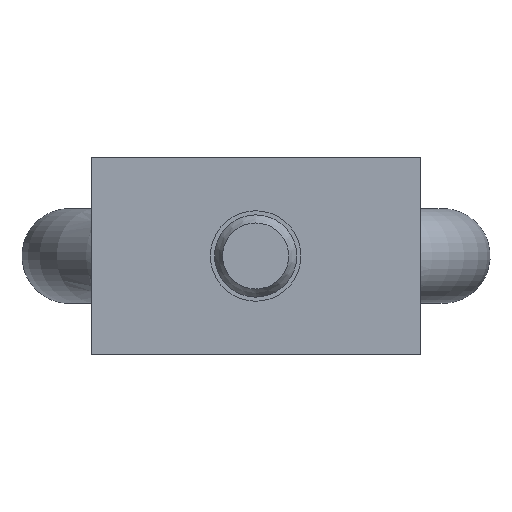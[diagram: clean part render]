
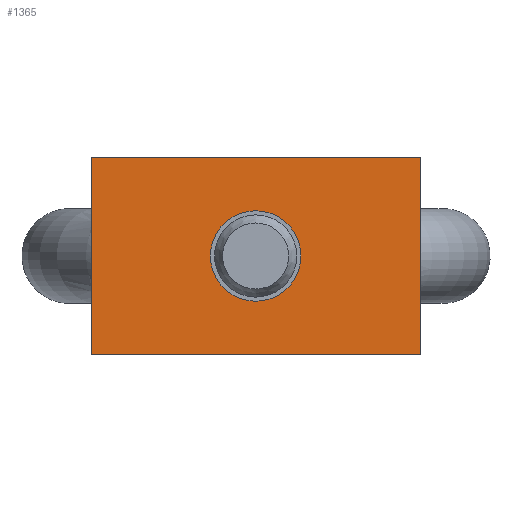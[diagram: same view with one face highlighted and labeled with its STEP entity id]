
A CAD part, front view. The second image highlights one B-rep face of the part: STEP entity #1365.
In plain terms, the highlighted planar face has unit normal (0, -1, 0).
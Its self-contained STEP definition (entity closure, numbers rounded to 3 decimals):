
#696=CIRCLE('',#1308,2.75);
#715=VECTOR('',#1159,1.);
#720=VECTOR('',#1166,1.);
#721=VECTOR('',#1167,1.);
#722=VECTOR('',#1168,1.);
#753=LINE('',#2070,#715);
#758=LINE('',#2080,#720);
#759=LINE('',#2081,#721);
#760=LINE('',#2082,#722);
#792=PLANE('',#1307);
#829=ORIENTED_EDGE('',*,*,#1011,.T.);
#830=ORIENTED_EDGE('',*,*,#1012,.T.);
#831=ORIENTED_EDGE('',*,*,#1006,.F.);
#832=ORIENTED_EDGE('',*,*,#1013,.T.);
#833=ORIENTED_EDGE('',*,*,#1014,.F.);
#961=VERTEX_POINT('',#2068);
#962=VERTEX_POINT('',#2069);
#965=VERTEX_POINT('',#2078);
#966=VERTEX_POINT('',#2079);
#967=VERTEX_POINT('',#2083);
#1006=EDGE_CURVE('',#961,#962,#753,.T.);
#1011=EDGE_CURVE('',#965,#966,#758,.T.);
#1012=EDGE_CURVE('',#966,#962,#759,.T.);
#1013=EDGE_CURVE('',#961,#965,#760,.T.);
#1014=EDGE_CURVE('',#967,#967,#696,.T.);
#1066=EDGE_LOOP('',(#829,#830,#831,#832));
#1067=EDGE_LOOP('',(#833));
#1112=FACE_BOUND('',#1066,.T.);
#1113=FACE_BOUND('',#1067,.T.);
#1159=DIRECTION('',(0.,0.,12.));
#1164=DIRECTION('',(0.,-1.,0.));
#1165=DIRECTION('',(-1.,0.,0.));
#1166=DIRECTION('',(0.,0.,12.));
#1167=DIRECTION('',(-20.,0.,0.));
#1168=DIRECTION('',(20.,0.,0.));
#1169=DIRECTION('',(0.,-1.,0.));
#1170=DIRECTION('',(0.,0.,2.75));
#1307=AXIS2_PLACEMENT_3D('',#2077,#1164,#1165);
#1308=AXIS2_PLACEMENT_3D('',#2084,#1169,#1170);
#1365=ADVANCED_FACE('',(#1112,#1113),#792,.T.);
#2068=CARTESIAN_POINT('',(-10.,0.,-6.));
#2069=CARTESIAN_POINT('',(-10.,0.,6.));
#2070=CARTESIAN_POINT('',(-10.,0.,-6.));
#2077=CARTESIAN_POINT('',(-10.,0.,0.));
#2078=CARTESIAN_POINT('',(10.,0.,-6.));
#2079=CARTESIAN_POINT('',(10.,0.,6.));
#2080=CARTESIAN_POINT('',(10.,0.,-6.));
#2081=CARTESIAN_POINT('',(10.,0.,6.));
#2082=CARTESIAN_POINT('',(-10.,0.,-6.));
#2083=CARTESIAN_POINT('',(0.,0.,2.75));
#2084=CARTESIAN_POINT('',(0.,0.,0.));
